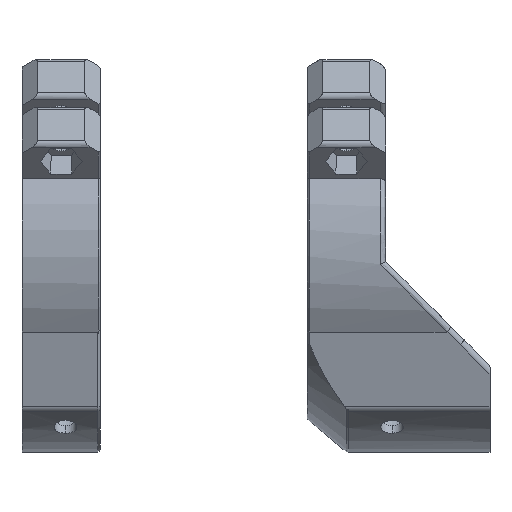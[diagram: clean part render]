
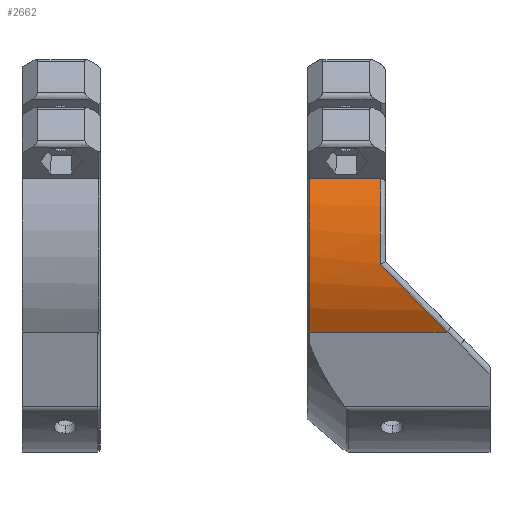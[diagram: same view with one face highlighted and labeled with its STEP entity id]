
A CAD part, left-side view. The second image highlights one B-rep face of the part: STEP entity #2662.
In plain terms, the highlighted cylindrical face has radius 38.349 mm (diameter 76.697 mm), a partial arc.
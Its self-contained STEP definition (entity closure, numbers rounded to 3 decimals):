
#78 = ORIENTED_EDGE ( 'NONE', *, *, #1118, .F. ) ;
#430 = VECTOR ( 'NONE', #5554, 1000. ) ;
#645 = DIRECTION ( 'NONE',  ( 0., 0., 1. ) ) ;
#742 = CARTESIAN_POINT ( 'NONE',  ( -32.809, -12.407, 35.145 ) ) ;
#755 = ORIENTED_EDGE ( 'NONE', *, *, #8989, .T. ) ;
#993 = EDGE_CURVE ( 'NONE', #3323, #3095, #5526, .T. ) ;
#1118 = EDGE_CURVE ( 'NONE', #3323, #1342, #6473, .T. ) ;
#1331 = AXIS2_PLACEMENT_3D ( 'NONE', #8615, #7177, #4282 ) ;
#1342 = VERTEX_POINT ( 'NONE', #5228 ) ;
#1348 = CARTESIAN_POINT ( 'NONE',  ( -38.111, 2.7, 50.741 ) ) ;
#1384 = CARTESIAN_POINT ( 'NONE',  ( -37.492, -2.67, 45.198 ) ) ;
#1627 = CARTESIAN_POINT ( 'NONE',  ( -35.144, -21.047, 70.345 ) ) ;
#1750 = VECTOR ( 'NONE', #6719, 1000. ) ;
#1945 = ORIENTED_EDGE ( 'NONE', *, *, #4842, .T. ) ;
#2662 = ADVANCED_FACE ( 'NONE', ( #5535 ), #7232, .T. ) ;
#3080 = EDGE_CURVE ( 'NONE', #7036, #1342, #9354, .T. ) ;
#3095 = VERTEX_POINT ( 'NONE', #8507 ) ;
#3323 = VERTEX_POINT ( 'NONE', #742 ) ;
#3569 = DIRECTION ( 'NONE',  ( 0., 1., 0. ) ) ;
#3658 = CARTESIAN_POINT ( 'NONE',  ( -35.144, 19., 70.345 ) ) ;
#4248 = DIRECTION ( 'NONE',  ( 0., 0., 1. ) ) ;
#4282 = DIRECTION ( 'NONE',  ( 0., 0., 1. ) ) ;
#4709 = CARTESIAN_POINT ( 'NONE',  ( -35.144, 2.7, 70.345 ) ) ;
#4813 = ORIENTED_EDGE ( 'NONE', *, *, #993, .T. ) ;
#4842 = EDGE_CURVE ( 'NONE', #9272, #7036, #7090, .T. ) ;
#5228 = CARTESIAN_POINT ( 'NONE',  ( -32.809, 19., 35.145 ) ) ;
#5526 =( BOUNDED_CURVE ( )  B_SPLINE_CURVE ( 3, ( #7932, #5701, #1384, #1348 ),
 .UNSPECIFIED., .F., .F. ) 
 B_SPLINE_CURVE_WITH_KNOTS ( ( 4, 4 ),
 ( 4.168, 4.601 ),
 .UNSPECIFIED. ) 
 CURVE ( )  GEOMETRIC_REPRESENTATION_ITEM ( )  RATIONAL_B_SPLINE_CURVE ( ( 1., 0.984, 0.984, 1. ) ) 
 REPRESENTATION_ITEM ( '' )  );
#5535 = FACE_OUTER_BOUND ( 'NONE', #5654, .T. ) ;
#5554 = DIRECTION ( 'NONE',  ( 0., 1., 0. ) ) ;
#5654 = EDGE_LOOP ( 'NONE', ( #4813, #755, #1945, #8931, #78 ) ) ;
#5686 = CIRCLE ( 'NONE', #6181, 38.349 ) ;
#5701 = CARTESIAN_POINT ( 'NONE',  ( -35.696, -7.785, 39.917 ) ) ;
#5766 = AXIS2_PLACEMENT_3D ( 'NONE', #6368, #8567, #645 ) ;
#6181 = AXIS2_PLACEMENT_3D ( 'NONE', #7854, #3569, #4248 ) ;
#6368 = CARTESIAN_POINT ( 'NONE',  ( 0., 19., 55. ) ) ;
#6473 = LINE ( 'NONE', #6876, #430 ) ;
#6719 = DIRECTION ( 'NONE',  ( 0., 1., 0. ) ) ;
#6876 = CARTESIAN_POINT ( 'NONE',  ( -32.809, -118.781, 35.145 ) ) ;
#7036 = VERTEX_POINT ( 'NONE', #3658 ) ;
#7090 = LINE ( 'NONE', #1627, #1750 ) ;
#7177 = DIRECTION ( 'NONE',  ( 0., 1., 0. ) ) ;
#7232 = CYLINDRICAL_SURFACE ( 'NONE', #1331, 38.349 ) ;
#7854 = CARTESIAN_POINT ( 'NONE',  ( 0., 2.7, 55. ) ) ;
#7932 = CARTESIAN_POINT ( 'NONE',  ( -32.809, -12.407, 35.145 ) ) ;
#8507 = CARTESIAN_POINT ( 'NONE',  ( -38.111, 2.7, 50.741 ) ) ;
#8567 = DIRECTION ( 'NONE',  ( 0., -1., 0. ) ) ;
#8615 = CARTESIAN_POINT ( 'NONE',  ( 0., -118.781, 55. ) ) ;
#8931 = ORIENTED_EDGE ( 'NONE', *, *, #3080, .T. ) ;
#8989 = EDGE_CURVE ( 'NONE', #3095, #9272, #5686, .T. ) ;
#9272 = VERTEX_POINT ( 'NONE', #4709 ) ;
#9354 = CIRCLE ( 'NONE', #5766, 38.349 ) ;
